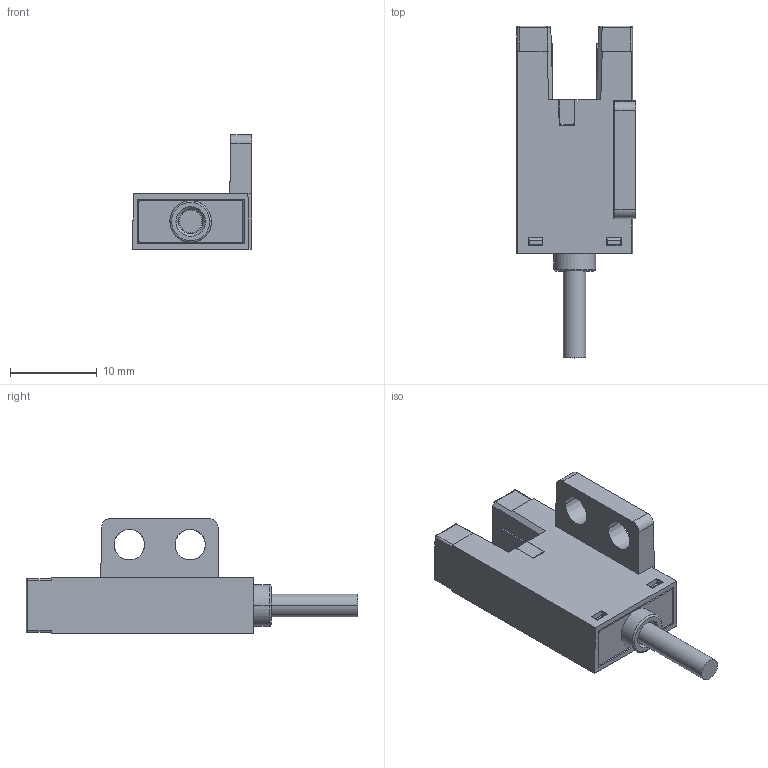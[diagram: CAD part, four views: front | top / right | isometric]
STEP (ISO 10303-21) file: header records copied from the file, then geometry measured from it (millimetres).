
FILE_DESCRIPTION((''),'2;1');
FILE_NAME('DM_CAD-1256A_SW0001','2017-03-14T',('creinig-se'),(''),'PRO/ENGINEER BY PARAMETRIC TECHNOLOGY CORPORATION, 2015440','PRO/ENGINEER BY PARAMETRIC TECHNOLOGY CORPORATION, 2015440','');
FILE_SCHEMA(('CONFIG_CONTROL_DESIGN'));
Length unit declared in the file: millimetre
Products named in the file (1): DM_CAD-1256A_SW0001
Bounding box: 13.7 x 38.21 x 13.2 mm (x, y, z)
Volume: 1033.1 mm3; surface area: 2753.9 mm2
Topology: 6 solids, 6 shells, 248 faces, 688 edges, 453 vertices
Faces by surface type: plane 195, cylinder 38, cone 9, sphere 4, torus 2
Entity records: 10078 total; most frequent: CARTESIAN_POINT 1900, ORIENTED_EDGE 1362, DIRECTION 1205, EDGE_CURVE 681, VECTOR 537, LINE 537, VERTEX_POINT 447, AXIS2_PLACEMENT_3D 334
